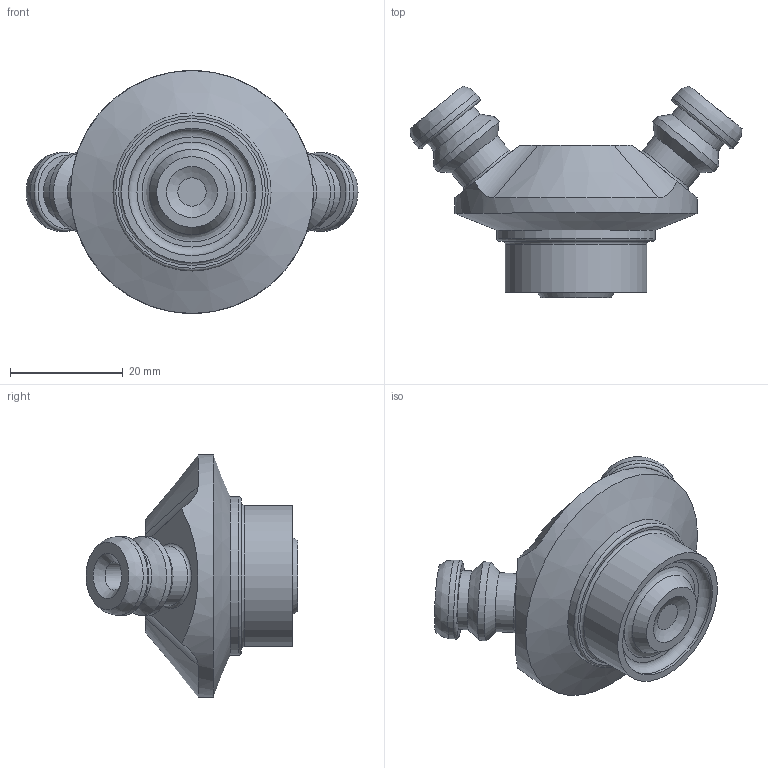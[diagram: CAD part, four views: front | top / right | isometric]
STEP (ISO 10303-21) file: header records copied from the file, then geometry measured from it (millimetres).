
FILE_DESCRIPTION(/* description */ ('This is a sample STEP configuration'),/* implementation_level */ '2;1');
FILE_NAME(/* name */ '440011.stp',/* time_stamp */ '2020-10-22T05:52:56+02:00',/* author */ ('powerJobs'),/* organization */ ('coolOrange'),/* preprocessor_version */ 'ST-DEVELOPER v18',/* originating_system */ 'Autodesk Inventor 2020',/* authorisation */ '');
FILE_SCHEMA (('AUTOMOTIVE_DESIGN { 1 0 10303 214 3 1 1 }'));
Length unit declared in the file: millimetre
Products named in the file (1): 440011
Bounding box: 58.78 x 37.51 x 43 mm (x, y, z)
Volume: 21022.6 mm3; surface area: 7448.9 mm2
Topology: 1 solids, 1 shells, 59 faces, 169 edges, 124 vertices
Faces by surface type: cylinder 23, plane 14, cone 11, torus 8, bspline 3
Full cylindrical faces by diameter (mm): 5 x2, 10.5 x4, 12.847 x1, 14 x4, 16.5 x1, 18.5 x1, 22.5 x1, 25 x1, 28 x1, 43 x1
Entity records: 2322 total; most frequent: CARTESIAN_POINT 535, DIRECTION 404, ORIENTED_EDGE 338, AXIS2_PLACEMENT_3D 186, EDGE_CURVE 169, VERTEX_POINT 124, CIRCLE 118, EDGE_LOOP 71
